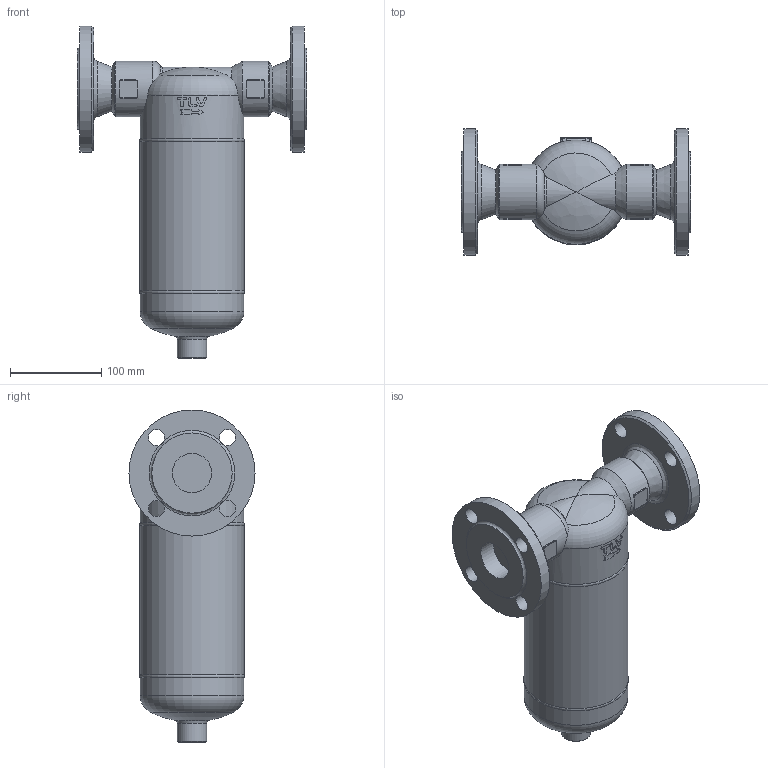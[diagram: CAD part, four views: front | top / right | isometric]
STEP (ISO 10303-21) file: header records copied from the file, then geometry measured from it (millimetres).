
FILE_DESCRIPTION((''),'2;1');
FILE_NAME('dc700-040-e0025-00.stp','2009-11-24T16:37:07',('nakaot'),(''),'Autodesk Inventor 2008','Autodesk Inventor 2008','');
FILE_SCHEMA(('AUTOMOTIVE_DESIGN { 1 0 10303 214 1 1 1 1 }'));
Length unit declared in the file: millimetre
Products named in the file (1): dc700-040-e0025-00
Bounding box: 252 x 138.27 x 364.13 mm (x, y, z)
Volume: 3538795.1 mm3; surface area: 223563.8 mm2
Topology: 1 solids, 3 shells, 232 faces, 579 edges, 344 vertices
Faces by surface type: cylinder 79, bspline 68, plane 52, torus 24, cone 8, sphere 1
Full cylindrical faces by diameter (mm): 18 x4, 32 x1, 43.1 x1, 61 x2, 114 x2, 114.3 x1, 138.266 x1
Entity records: 9731 total; most frequent: CARTESIAN_POINT 4729, ORIENTED_EDGE 1014, DIRECTION 1002, EDGE_CURVE 507, AXIS2_PLACEMENT_3D 422, VERTEX_POINT 328, EDGE_LOOP 295, CIRCLE 237
